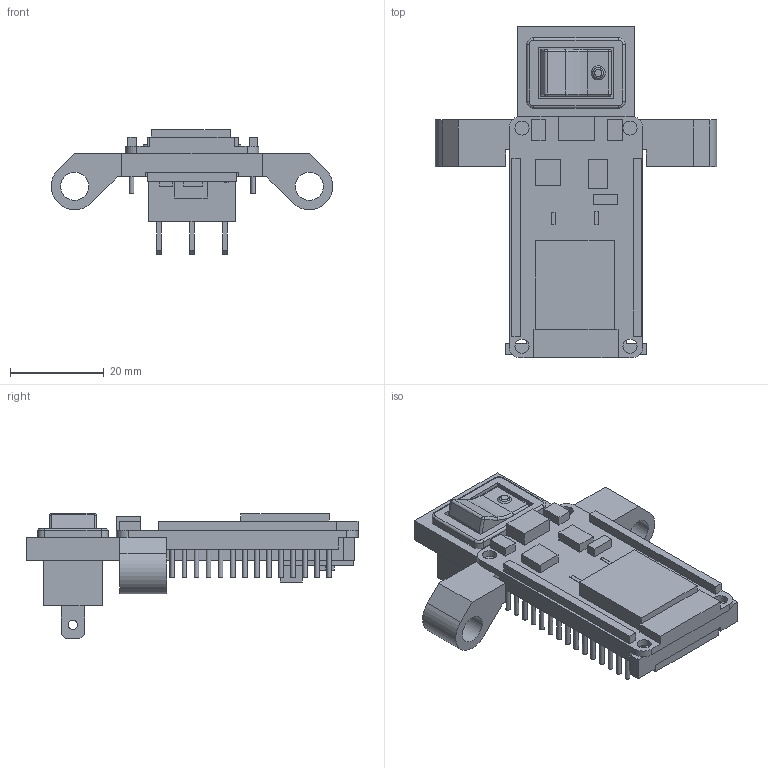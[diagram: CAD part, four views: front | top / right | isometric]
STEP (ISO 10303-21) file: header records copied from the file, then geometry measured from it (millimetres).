
FILE_DESCRIPTION(/* description */ (''),/* implementation_level */ '2;1');
FILE_NAME(/* name */ 'ESP Holder.step',/* time_stamp */ '2022-09-18T21:26:02+02:00',/* author */ (''),/* organization */ (''),/* preprocessor_version */ 'ST-DEVELOPER v19',/* originating_system */ 'Autodesk Translation Framework v11.7.0.108',/* authorisation */ '');
FILE_SCHEMA (('AUTOMOTIVE_DESIGN { 1 0 10303 214 3 1 1 }'));
Length unit declared in the file: millimetre
Products named in the file (4): ESP Holder; ESP32; mpu6050; Switch
Assembly tree (3 placements, depth 2):
  ESP Holder
    ESP32
    mpu6050
    Switch
Bounding box: 59.96 x 70.75 x 26.76 mm (x, y, z)
Volume: 18282.5 mm3; surface area: 13989.5 mm2
Topology: 4 solids, 4 shells, 295 faces, 675 edges, 441 vertices
Faces by surface type: plane 215, cylinder 68, torus 7, sphere 4, cone 1
Full cylindrical faces by diameter (mm): 1 x30, 2 x3, 2.8 x2, 3 x6, 6 x2
Entity records: 8625 total; most frequent: DIRECTION 1427, CARTESIAN_POINT 1419, ORIENTED_EDGE 1350, EDGE_CURVE 675, LINE 529, VECTOR 529, AXIS2_PLACEMENT_3D 449, VERTEX_POINT 441
